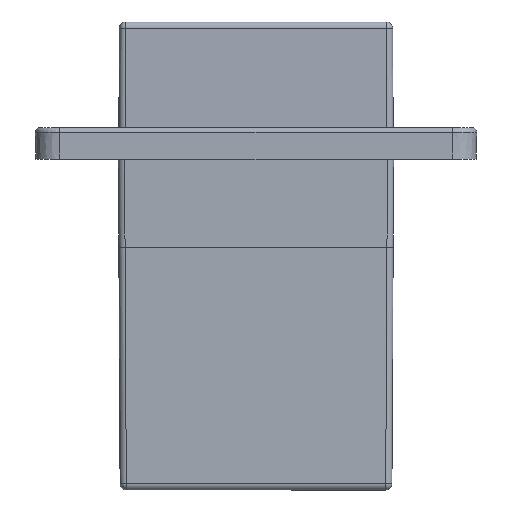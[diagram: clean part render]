
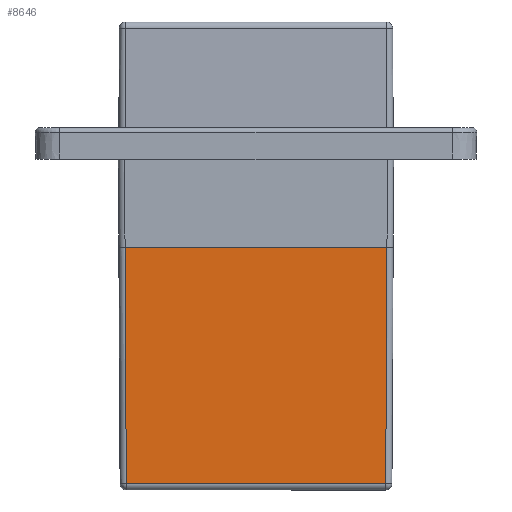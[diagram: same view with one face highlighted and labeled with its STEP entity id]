
A CAD part, left-side view. The second image highlights one B-rep face of the part: STEP entity #8646.
In plain terms, the highlighted face is planar.
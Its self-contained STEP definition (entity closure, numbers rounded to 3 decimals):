
#2971 = EDGE_LOOP ( 'NONE', ( #14032, #26673, #55438, #22940 ) ) ;
#3066 = LINE ( 'NONE', #60260, #23040 ) ;
#4537 = DIRECTION ( 'NONE',  ( 0.005, -0.005, -1. ) ) ;
#8646 = ADVANCED_FACE ( 'NONE', ( #52290 ), #45134, .T. ) ;
#11013 = CARTESIAN_POINT ( 'NONE',  ( 7.901, 11.049, 17.587 ) ) ;
#12187 = LINE ( 'NONE', #53481, #58935 ) ;
#12651 = EDGE_CURVE ( 'NONE', #35700, #38905, #36114, .T. ) ;
#13194 = CARTESIAN_POINT ( 'NONE',  ( 8.001, 11.049, -1.479 ) ) ;
#13282 = EDGE_CURVE ( 'NONE', #38905, #40092, #41857, .T. ) ;
#14032 = ORIENTED_EDGE ( 'NONE', *, *, #13282, .T. ) ;
#19066 = EDGE_CURVE ( 'NONE', #40092, #64969, #12187, .T. ) ;
#19493 = CARTESIAN_POINT ( 'NONE',  ( 8.001, 10.549, -1.482 ) ) ;
#22940 = ORIENTED_EDGE ( 'NONE', *, *, #12651, .T. ) ;
#23040 = VECTOR ( 'NONE', #49759, 1000. ) ;
#26673 = ORIENTED_EDGE ( 'NONE', *, *, #19066, .T. ) ;
#26685 = DIRECTION ( 'NONE',  ( 0., -1., 0. ) ) ;
#28642 = EDGE_CURVE ( 'NONE', #35700, #64969, #3066, .T. ) ;
#29784 = DIRECTION ( 'NONE',  ( 0.005, 0., -1. ) ) ;
#34313 = CARTESIAN_POINT ( 'NONE',  ( 8.001, 10.549, -1.479 ) ) ;
#34674 = DIRECTION ( 'NONE',  ( 1., 0., 0.005 ) ) ;
#35700 = VERTEX_POINT ( 'NONE', #34313 ) ;
#36114 = LINE ( 'NONE', #19493, #45263 ) ;
#38905 = VERTEX_POINT ( 'NONE', #43480 ) ;
#39007 = AXIS2_PLACEMENT_3D ( 'NONE', #13194, #34674, #29784 ) ;
#40092 = VERTEX_POINT ( 'NONE', #65970 ) ;
#41857 = LINE ( 'NONE', #11013, #46864 ) ;
#43480 = CARTESIAN_POINT ( 'NONE',  ( 7.901, 10.449, 17.587 ) ) ;
#45134 = PLANE ( 'NONE',  #39007 ) ;
#45263 = VECTOR ( 'NONE', #46770, 1000. ) ;
#46770 = DIRECTION ( 'NONE',  ( -0.005, -0.005, 1. ) ) ;
#46864 = VECTOR ( 'NONE', #26685, 1000. ) ;
#49759 = DIRECTION ( 'NONE',  ( 0., -1., 0. ) ) ;
#52290 = FACE_OUTER_BOUND ( 'NONE', #2971, .T. ) ;
#53481 = CARTESIAN_POINT ( 'NONE',  ( 8., -10.548, -1.366 ) ) ;
#55438 = ORIENTED_EDGE ( 'NONE', *, *, #28642, .F. ) ;
#58118 = CARTESIAN_POINT ( 'NONE',  ( 8.001, -10.549, -1.479 ) ) ;
#58935 = VECTOR ( 'NONE', #4537, 1000. ) ;
#60260 = CARTESIAN_POINT ( 'NONE',  ( 8.001, 11.049, -1.479 ) ) ;
#64969 = VERTEX_POINT ( 'NONE', #58118 ) ;
#65970 = CARTESIAN_POINT ( 'NONE',  ( 7.901, -10.449, 17.587 ) ) ;
